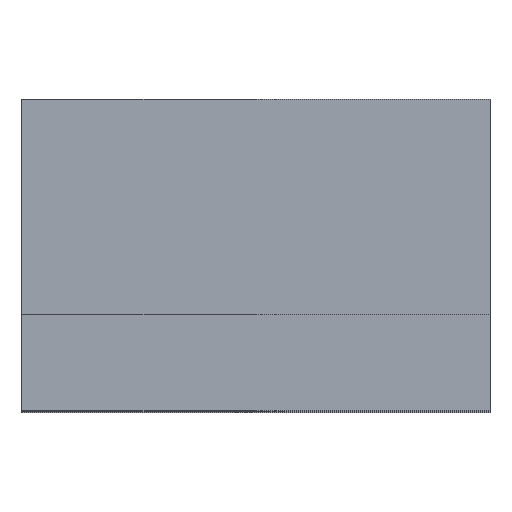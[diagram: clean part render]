
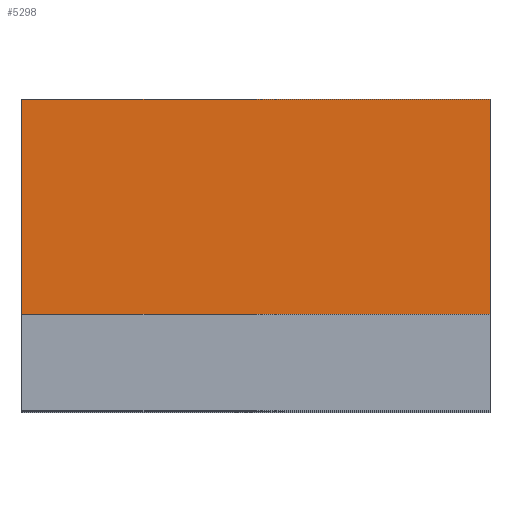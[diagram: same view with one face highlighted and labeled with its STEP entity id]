
A CAD part, top view. The second image highlights one B-rep face of the part: STEP entity #5298.
In plain terms, the highlighted planar face has unit normal (0, 0, 1).
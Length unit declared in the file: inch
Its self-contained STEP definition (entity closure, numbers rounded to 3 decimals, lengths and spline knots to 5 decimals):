
#162=DIRECTION('',(0.,-1.,0.));
#163=VECTOR('',#162,0.87);
#164=CARTESIAN_POINT('',(1.89,1.26,3.84));
#165=LINE('',#164,#163);
#668=DIRECTION('',(-1.,0.,0.));
#669=VECTOR('',#668,1.89);
#670=CARTESIAN_POINT('',(1.89,0.39,3.84));
#671=LINE('',#670,#669);
#714=DIRECTION('',(0.,-1.,0.));
#715=VECTOR('',#714,0.87);
#716=CARTESIAN_POINT('',(0.,1.26,3.84));
#717=LINE('',#716,#715);
#1162=DIRECTION('',(-1.,0.,0.));
#1163=VECTOR('',#1162,1.89);
#1164=CARTESIAN_POINT('',(1.89,1.26,3.84));
#1165=LINE('',#1164,#1163);
#3432=CARTESIAN_POINT('',(1.89,1.26,3.84));
#3433=CARTESIAN_POINT('',(1.89,0.39,3.84));
#3434=VERTEX_POINT('',#3432);
#3435=VERTEX_POINT('',#3433);
#3436=CARTESIAN_POINT('',(0.,1.26,3.84));
#3437=VERTEX_POINT('',#3436);
#3438=CARTESIAN_POINT('',(0.,0.39,3.84));
#3439=VERTEX_POINT('',#3438);
#5287=CARTESIAN_POINT('',(1.89,1.26,3.84));
#5288=DIRECTION('',(0.,0.,1.));
#5289=DIRECTION('',(0.,-1.,0.));
#5290=AXIS2_PLACEMENT_3D('',#5287,#5288,#5289);
#5291=PLANE('',#5290);
#5292=ORIENTED_EDGE('',*,*,#4534,.T.);
#5293=ORIENTED_EDGE('',*,*,#4871,.T.);
#5294=ORIENTED_EDGE('',*,*,#4907,.F.);
#5295=ORIENTED_EDGE('',*,*,#5185,.F.);
#5296=EDGE_LOOP('',(#5292,#5293,#5294,#5295));
#5297=FACE_OUTER_BOUND('',#5296,.F.);
#5298=ADVANCED_FACE('',(#5297),#5291,.T.);
#4534=EDGE_CURVE('',#3434,#3435,#165,.T.);
#4871=EDGE_CURVE('',#3435,#3439,#671,.T.);
#4907=EDGE_CURVE('',#3437,#3439,#717,.T.);
#5185=EDGE_CURVE('',#3434,#3437,#1165,.T.);
